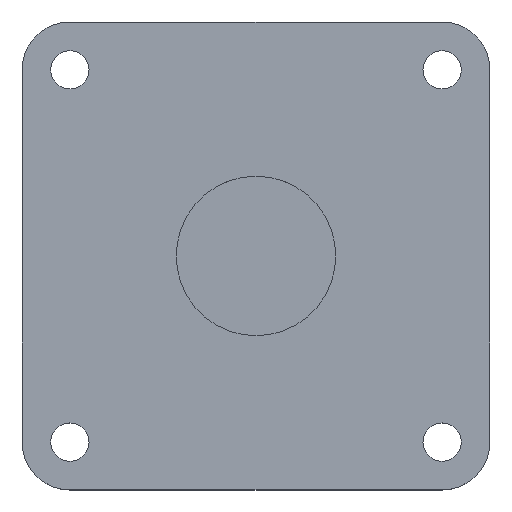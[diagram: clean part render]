
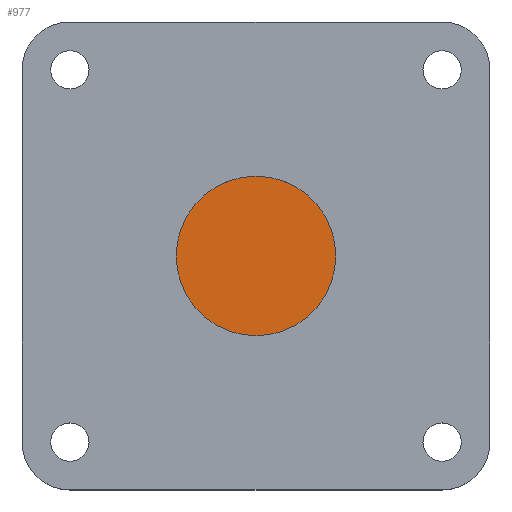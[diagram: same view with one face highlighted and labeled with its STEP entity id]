
A CAD part, top view. The second image highlights one B-rep face of the part: STEP entity #977.
In plain terms, the highlighted planar face has unit normal (0, 0, 1).
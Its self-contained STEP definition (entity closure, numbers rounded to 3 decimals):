
#172 = CARTESIAN_POINT ( 'NONE',  ( 72.5, 110., 18. ) ) ;
#182 = CARTESIAN_POINT ( 'NONE',  ( 147.5, 110., 18. ) ) ;
#866 = PLANE ( 'NONE',  #1288 ) ;
#870 = CARTESIAN_POINT ( 'NONE',  ( 110., 110., 18. ) ) ;
#977 = ADVANCED_FACE ( 'NONE', ( #1621 ), #866, .T. ) ;
#1106 = EDGE_CURVE ( 'NONE', #1511, #1501, #2362, .T. ) ;
#1138 = EDGE_CURVE ( 'NONE', #1501, #1511, #2409, .T. ) ;
#1288 = AXIS2_PLACEMENT_3D ( 'NONE', #870, #2163, #2166 ) ;
#1360 = AXIS2_PLACEMENT_3D ( 'NONE', #1842, #1858, #1859 ) ;
#1380 = AXIS2_PLACEMENT_3D ( 'NONE', #1941, #1943, #1944 ) ;
#1501 = VERTEX_POINT ( 'NONE', #172 ) ;
#1511 = VERTEX_POINT ( 'NONE', #182 ) ;
#1621 = FACE_OUTER_BOUND ( 'NONE', #3087, .T. ) ;
#1842 = CARTESIAN_POINT ( 'NONE',  ( 110., 110., 18. ) ) ;
#1858 = DIRECTION ( 'NONE',  ( 0., 0., 1. ) ) ;
#1859 = DIRECTION ( 'NONE',  ( 1., 0., 0. ) ) ;
#1941 = CARTESIAN_POINT ( 'NONE',  ( 110., 110., 18. ) ) ;
#1943 = DIRECTION ( 'NONE',  ( 0., 0., 1. ) ) ;
#1944 = DIRECTION ( 'NONE',  ( 1., 0., 0. ) ) ;
#2163 = DIRECTION ( 'NONE',  ( 0., 0., 1. ) ) ;
#2166 = DIRECTION ( 'NONE',  ( 1., 0., 0. ) ) ;
#2362 = CIRCLE ( 'NONE', #1360, 37.5 ) ;
#2409 = CIRCLE ( 'NONE', #1380, 37.5 ) ;
#3025 = ORIENTED_EDGE ( 'NONE', *, *, #1138, .T. ) ;
#3026 = ORIENTED_EDGE ( 'NONE', *, *, #1106, .T. ) ;
#3087 = EDGE_LOOP ( 'NONE', ( #3026, #3025 ) ) ;
